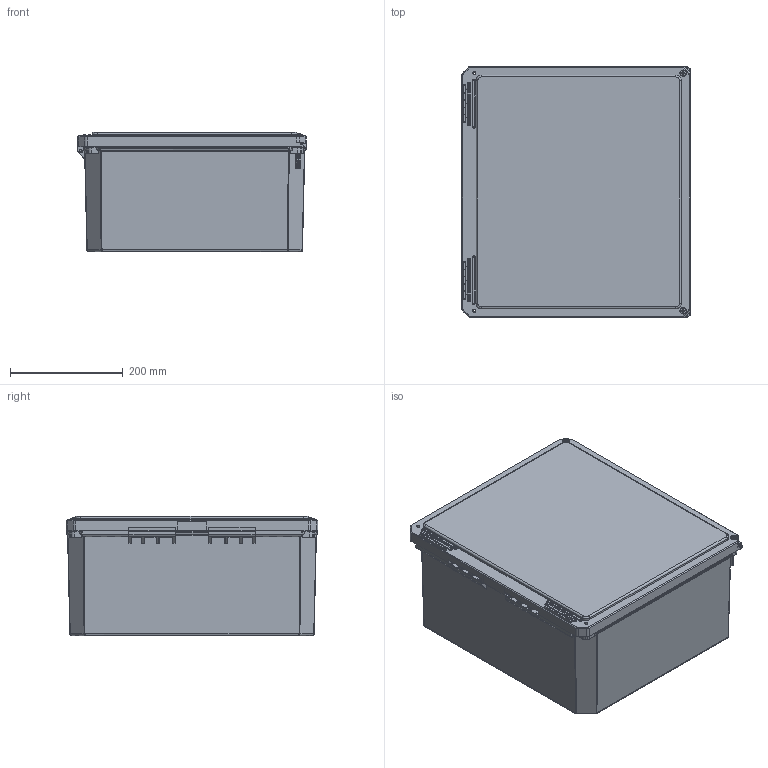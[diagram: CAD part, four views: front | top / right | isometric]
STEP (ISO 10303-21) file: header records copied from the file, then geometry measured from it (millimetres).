
FILE_DESCRIPTION (( 'STEP AP214' ), '1' );
FILE_NAME ('FR161408HW.STEP', '2023-03-28T15:39:12', ( '' ), ( '' ), 'SwSTEP 2.0', 'SolidWorks 2021', '' );
FILE_SCHEMA (( 'AUTOMOTIVE_DESIGN' ));
Length unit declared in the file: inch
Products named in the file (1): FR161408HW
Bounding box: 405.44 x 446.67 x 211.87 mm (x, y, z)
Volume: 3015160.3 mm3; surface area: 1427952.2 mm2
Topology: 8 solids, 8 shells, 2143 faces, 5475 edges, 3261 vertices
Faces by surface type: cylinder 835, plane 663, bspline 548, cone 81, torus 14, sphere 2
Entity records: 92488 total; most frequent: CARTESIAN_POINT 46816, ORIENTED_EDGE 10770, DIRECTION 7551, EDGE_CURVE 5385, VERTEX_POINT 3261, LINE 2539, VECTOR 2539, AXIS2_PLACEMENT_3D 2506
